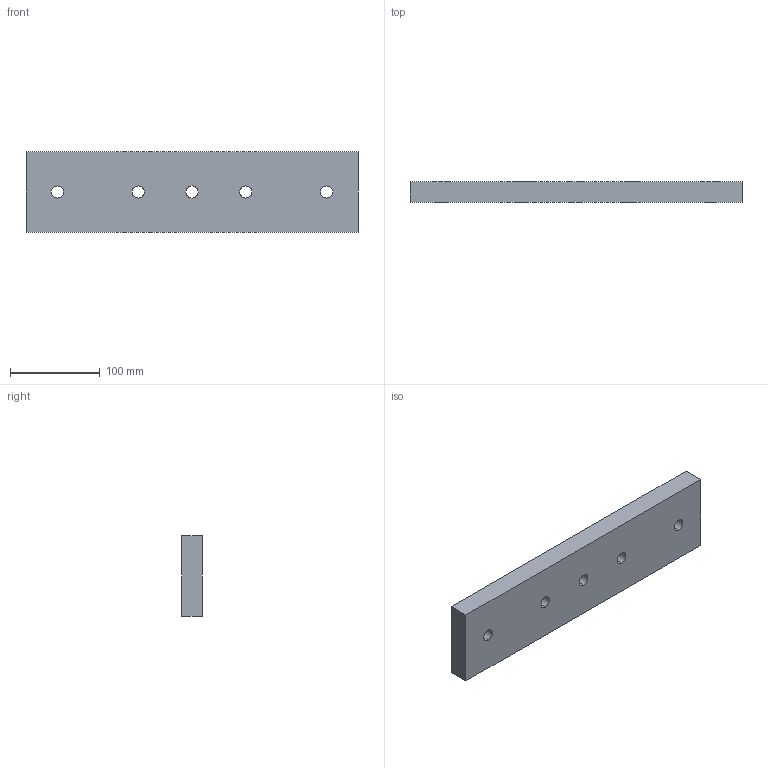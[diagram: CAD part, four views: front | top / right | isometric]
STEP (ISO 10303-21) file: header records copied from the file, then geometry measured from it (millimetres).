
FILE_DESCRIPTION (( 'STEP AP203' ), '1' );
FILE_NAME ('ºÏ²¢PDF-3.STEP', '2022-03-14T03:22:21', ( '' ), ( '' ), 'SwSTEP 2.0', 'SolidWorks 2018', '' );
FILE_SCHEMA (( 'CONFIG_CONTROL_DESIGN' ));
Length unit declared in the file: millimetre
Products named in the file (1): 磁甜PDF-3
Bounding box: 370 x 23 x 90 mm (x, y, z)
Volume: 738322.7 mm3; surface area: 92533.3 mm2
Topology: 1 solids, 1 shells, 31 faces, 72 edges, 48 vertices
Faces by surface type: cylinder 20, plane 11
Entity records: 1003 total; most frequent: DIRECTION 176, CARTESIAN_POINT 152, ORIENTED_EDGE 144, AXIS2_PLACEMENT_3D 72, EDGE_CURVE 72, VERTEX_POINT 48, EDGE_LOOP 46, CIRCLE 40
